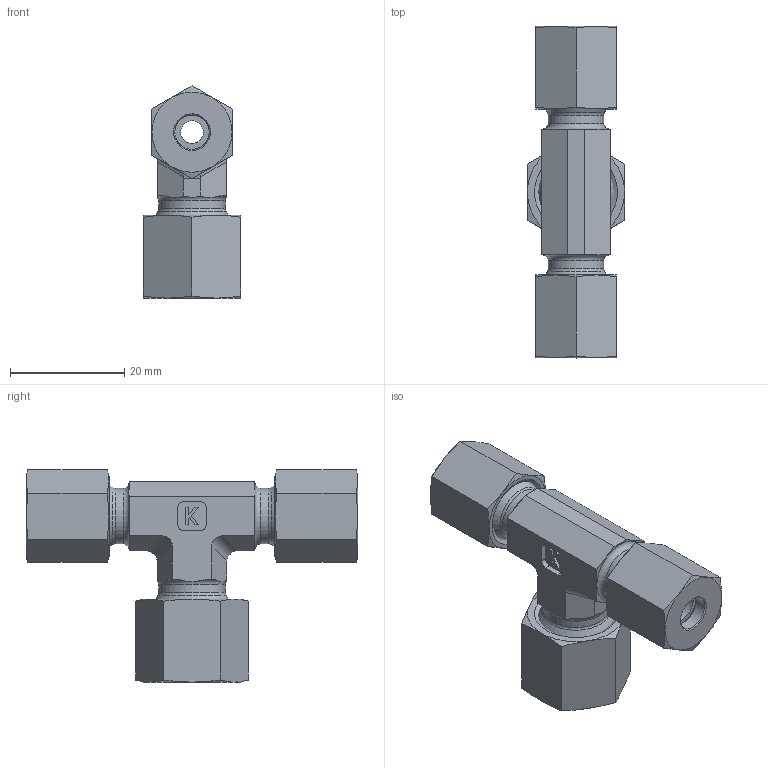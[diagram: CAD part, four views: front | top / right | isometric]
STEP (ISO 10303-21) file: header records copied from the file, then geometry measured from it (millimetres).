
FILE_DESCRIPTION((''),'2;1');
FILE_NAME('384060608.stp','2014-08-15T15:18:55',(''),('KNOMI spol. s r. o.'),'Autodesk Inventor 2012','Autodesk Inventor 2012','');
FILE_SCHEMA(('AUTOMOTIVE_DESIGN { 1 2 10303 214 0 1 1 1 }'));
Length unit declared in the file: millimetre
Products named in the file (6): TS2K 06/06/08L M12/M12/M14; 374 060608; 40106; 3910612; 40108; 3910814
Assembly tree (7 placements, depth 2):
  TS2K 06/06/08L M12/M12/M14
    374 060608
    40106  x2
    3910612  x2
    40108
    3910814
Bounding box: 17 x 58 x 37.08 mm (x, y, z)
Volume: 10913.1 mm3; surface area: 9484.9 mm2
Topology: 7 solids, 7 shells, 190 faces, 454 edges, 292 vertices
Faces by surface type: plane 77, cone 68, cylinder 36, torus 9
Full cylindrical faces by diameter (mm): 4 x1, 6 x7, 8 x5, 9.7 x2, 10 x3, 10.376 x2, 11.7 x1, 12 x3, 12.376 x1, 14 x1
Entity records: 4555 total; most frequent: CARTESIAN_POINT 924, DIRECTION 700, ORIENTED_EDGE 600, EDGE_CURVE 300, AXIS2_PLACEMENT_3D 286, EDGE_LOOP 226, VERTEX_POINT 214, STYLED_ITEM 168
